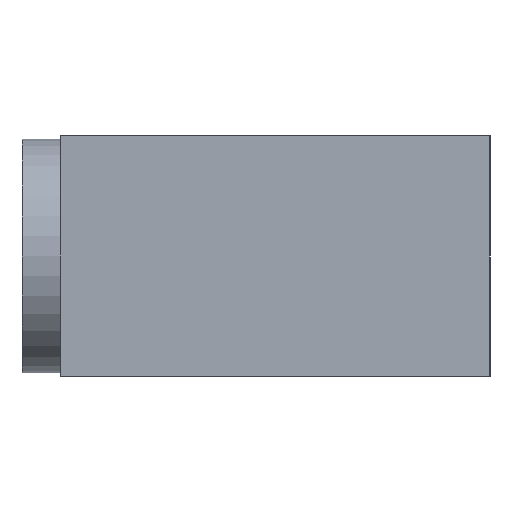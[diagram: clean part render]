
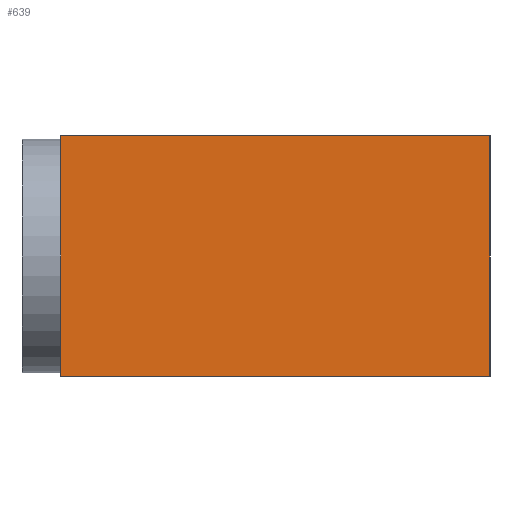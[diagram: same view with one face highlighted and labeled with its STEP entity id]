
A CAD part, left-side view. The second image highlights one B-rep face of the part: STEP entity #639.
In plain terms, the highlighted planar face has unit normal (-1, 0, 0).
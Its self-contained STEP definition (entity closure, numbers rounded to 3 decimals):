
#543=CARTESIAN_POINT('',(-44.0,-17.0,9.25));
#544=VERTEX_POINT('',#543);
#545=CARTESIAN_POINT('',(-44.0,-17.,-9.25));
#546=VERTEX_POINT('',#545);
#547=CARTESIAN_POINT('',(-44.0,-17.0,9.25));
#548=DIRECTION('',(0.0,0.0,-1.0));
#549=VECTOR('',#548,18.5);
#550=LINE('',#547,#549);
#551=EDGE_CURVE('',#544,#546,#550,.T.);
#609=CARTESIAN_POINT('',(-44.0,-0.5,0.));
#610=DIRECTION('',(1.0,0.0,0.0));
#611=DIRECTION('',(0.0,0.0,-1.0));
#612=AXIS2_PLACEMENT_3D('',#609,#610,#611);
#613=PLANE('',#612);
#614=ORIENTED_EDGE('',*,*,#551,.F.);
#615=CARTESIAN_POINT('',(-44.0,16.0,9.25));
#616=VERTEX_POINT('',#615);
#617=CARTESIAN_POINT('',(-44.0,16.0,9.25));
#618=DIRECTION('',(0.0,-1.0,0.0));
#619=VECTOR('',#618,33.0);
#620=LINE('',#617,#619);
#621=EDGE_CURVE('',#616,#544,#620,.T.);
#622=ORIENTED_EDGE('',*,*,#621,.F.);
#623=CARTESIAN_POINT('',(-44.0,16.0,-9.25));
#624=VERTEX_POINT('',#623);
#625=CARTESIAN_POINT('',(-44.0,16.0,-9.25));
#626=DIRECTION('',(0.0,0.0,1.0));
#627=VECTOR('',#626,18.5);
#628=LINE('',#625,#627);
#629=EDGE_CURVE('',#624,#616,#628,.T.);
#630=ORIENTED_EDGE('',*,*,#629,.F.);
#631=CARTESIAN_POINT('',(-44.0,-17.,-9.25));
#632=DIRECTION('',(0.0,1.0,0.0));
#633=VECTOR('',#632,33.0);
#634=LINE('',#631,#633);
#635=EDGE_CURVE('',#546,#624,#634,.T.);
#636=ORIENTED_EDGE('',*,*,#635,.F.);
#637=EDGE_LOOP('',(#614,#622,#630,#636));
#638=FACE_OUTER_BOUND('',#637,.T.);
#639=ADVANCED_FACE('',(#638),#613,.F.);
